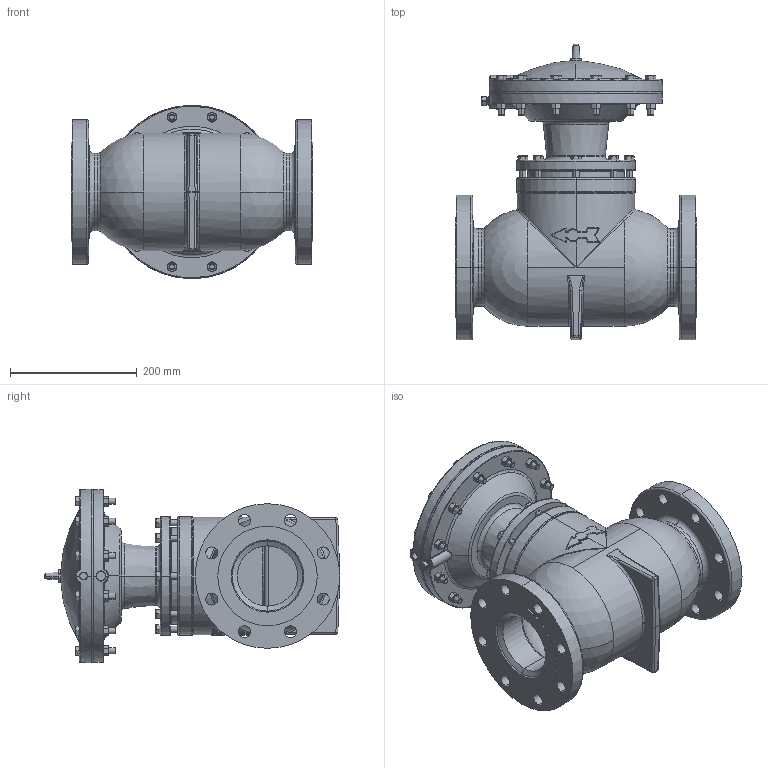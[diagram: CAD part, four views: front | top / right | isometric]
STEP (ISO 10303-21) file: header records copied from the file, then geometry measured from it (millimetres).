
FILE_DESCRIPTION (( 'STEP AP203' ), '1' );
FILE_NAME ('4 INCH 425 FMT PBT PC-D W-TI (EUW).STEP', '2016-10-03T15:08:23', ( 'PCTech' ), ( 'Microsoft' ), 'SwSTEP 2.0', 'SolidWorks 2016', '' );
FILE_SCHEMA (( 'CONFIG_CONTROL_DESIGN' ));
Length unit declared in the file: inch
Products named in the file (1): 4 INCH 425 FMT PBT PC-D W-TI (EUW)
Bounding box: 381 x 467.26 x 274.38 mm (x, y, z)
Volume: 10919303.2 mm3; surface area: 919915.9 mm2
Topology: 1 solids, 2 shells, 1544 faces, 3737 edges, 2245 vertices
Faces by surface type: plane 578, cone 329, cylinder 307, bspline 193, torus 83, sphere 54
Entity records: 58845 total; most frequent: CARTESIAN_POINT 25602, ORIENTED_EDGE 7374, DIRECTION 6323, EDGE_CURVE 3687, AXIS2_PLACEMENT_3D 2560, VERTEX_POINT 2241, EDGE_LOOP 1686, FACE_OUTER_BOUND 1544
